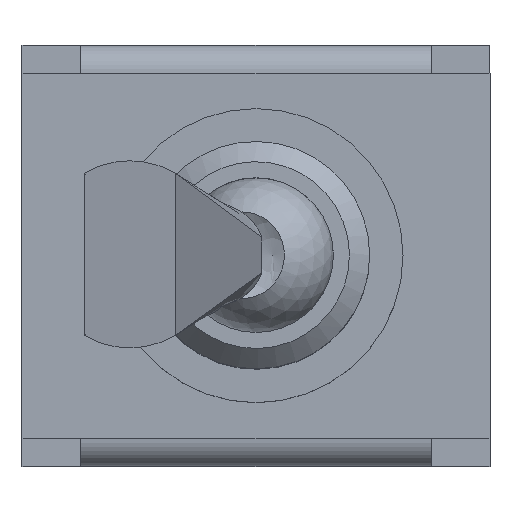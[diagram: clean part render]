
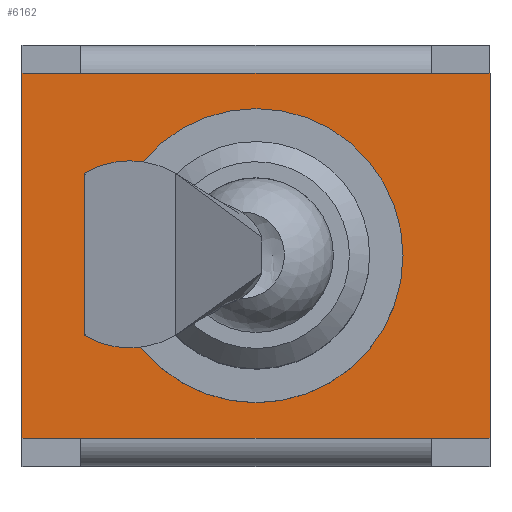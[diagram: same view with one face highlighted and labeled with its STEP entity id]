
A CAD part, top view. The second image highlights one B-rep face of the part: STEP entity #6162.
In plain terms, the highlighted planar face has unit normal (0, 0, 1).
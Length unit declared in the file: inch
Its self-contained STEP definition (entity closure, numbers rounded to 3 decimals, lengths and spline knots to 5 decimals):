
#144=FACE_BOUND('',#2318,.T.);
#327=LINE('',#9323,#1062);
#328=LINE('',#9326,#1063);
#329=LINE('',#9328,#1064);
#330=LINE('',#9330,#1065);
#331=LINE('',#9332,#1066);
#332=LINE('',#9334,#1067);
#333=LINE('',#9336,#1068);
#334=LINE('',#9337,#1069);
#1062=VECTOR('',#7386,0.3937);
#1063=VECTOR('',#7389,0.3937);
#1064=VECTOR('',#7390,0.3937);
#1065=VECTOR('',#7391,0.3937);
#1066=VECTOR('',#7392,0.3937);
#1067=VECTOR('',#7393,0.3937);
#1068=VECTOR('',#7394,0.3937);
#1069=VECTOR('',#7395,0.3937);
#1676=PLANE('',#6587);
#1952=FACE_OUTER_BOUND('',#2317,.T.);
#2317=EDGE_LOOP('',(#4558,#4559,#4560,#4561,#4562,#4563,#4564,#4565));
#2318=EDGE_LOOP('',(#4566));
#2673=CIRCLE('',#6588,0.15709);
#2922=VERTEX_POINT('',#9319);
#2923=VERTEX_POINT('',#9321);
#2924=VERTEX_POINT('',#9325);
#2925=VERTEX_POINT('',#9327);
#2926=VERTEX_POINT('',#9329);
#2927=VERTEX_POINT('',#9331);
#2928=VERTEX_POINT('',#9333);
#2929=VERTEX_POINT('',#9335);
#2930=VERTEX_POINT('',#9338);
#3551=EDGE_CURVE('',#2922,#2923,#327,.T.);
#3552=EDGE_CURVE('',#2923,#2924,#328,.T.);
#3553=EDGE_CURVE('',#2924,#2925,#329,.T.);
#3554=EDGE_CURVE('',#2926,#2925,#330,.T.);
#3555=EDGE_CURVE('',#2927,#2926,#331,.T.);
#3556=EDGE_CURVE('',#2927,#2928,#332,.T.);
#3557=EDGE_CURVE('',#2928,#2929,#333,.T.);
#3558=EDGE_CURVE('',#2922,#2929,#334,.T.);
#3559=EDGE_CURVE('',#2930,#2930,#2673,.T.);
#4558=ORIENTED_EDGE('',*,*,#3551,.T.);
#4559=ORIENTED_EDGE('',*,*,#3552,.T.);
#4560=ORIENTED_EDGE('',*,*,#3553,.T.);
#4561=ORIENTED_EDGE('',*,*,#3554,.F.);
#4562=ORIENTED_EDGE('',*,*,#3555,.F.);
#4563=ORIENTED_EDGE('',*,*,#3556,.T.);
#4564=ORIENTED_EDGE('',*,*,#3557,.T.);
#4565=ORIENTED_EDGE('',*,*,#3558,.F.);
#4566=ORIENTED_EDGE('',*,*,#3559,.T.);
#6162=ADVANCED_FACE('',(#1952,#144),#1676,.T.);
#6587=AXIS2_PLACEMENT_3D('',#9324,#7387,#7388);
#6588=AXIS2_PLACEMENT_3D('',#9339,#7396,#7397);
#7386=DIRECTION('',(1.,0.,0.));
#7387=DIRECTION('center_axis',(0.,0.,
1.));
#7388=DIRECTION('ref_axis',(1.,0.,0.));
#7389=DIRECTION('',(1.,0.,0.));
#7390=DIRECTION('',(0.,1.,0.));
#7391=DIRECTION('',(1.,0.,0.));
#7392=DIRECTION('',(1.,0.,0.));
#7393=DIRECTION('',(-1.,0.,0.));
#7394=DIRECTION('',(0.,-1.,0.));
#7395=DIRECTION('',(-1.,0.,0.));
#7396=DIRECTION('center_axis',(0.,0.,
-1.));
#7397=DIRECTION('ref_axis',(1.,0.,0.));
#9319=CARTESIAN_POINT('',(-0.18701,-0.19508,0.35));
#9321=CARTESIAN_POINT('',(0.18701,-0.19508,0.35));
#9323=CARTESIAN_POINT('',(0.,-0.19508,0.35));
#9324=CARTESIAN_POINT('Origin',(0.,0.19508,
0.35));
#9325=CARTESIAN_POINT('',(0.25,-0.19508,0.35));
#9326=CARTESIAN_POINT('',(0.18701,-0.19508,0.35));
#9327=CARTESIAN_POINT('',(0.25,0.19508,0.35));
#9328=CARTESIAN_POINT('',(0.25,-0.19508,0.35));
#9329=CARTESIAN_POINT('',(0.18701,0.19508,0.35));
#9330=CARTESIAN_POINT('',(0.18701,0.19508,0.35));
#9331=CARTESIAN_POINT('',(-0.18701,0.19508,0.35));
#9332=CARTESIAN_POINT('',(0.,0.19508,0.35));
#9333=CARTESIAN_POINT('',(-0.25,0.19508,0.35));
#9334=CARTESIAN_POINT('',(-0.18701,0.19508,0.35));
#9335=CARTESIAN_POINT('',(-0.25,-0.19508,0.35));
#9336=CARTESIAN_POINT('',(-0.25,-0.19508,0.35));
#9337=CARTESIAN_POINT('',(-0.18701,-0.19508,0.35));
#9338=CARTESIAN_POINT('',(-0.15709,0.,0.35));
#9339=CARTESIAN_POINT('Origin',(0.,0.,
0.35));
